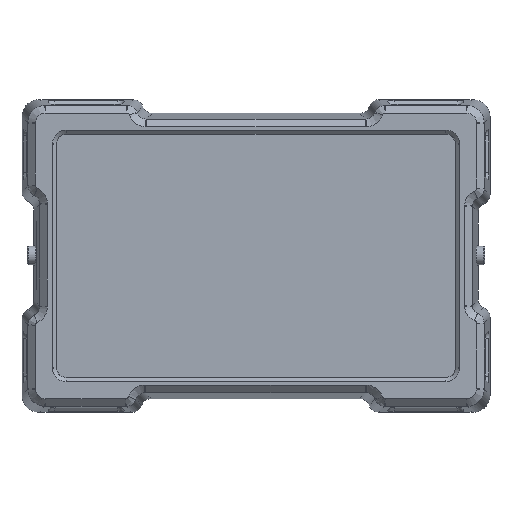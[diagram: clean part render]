
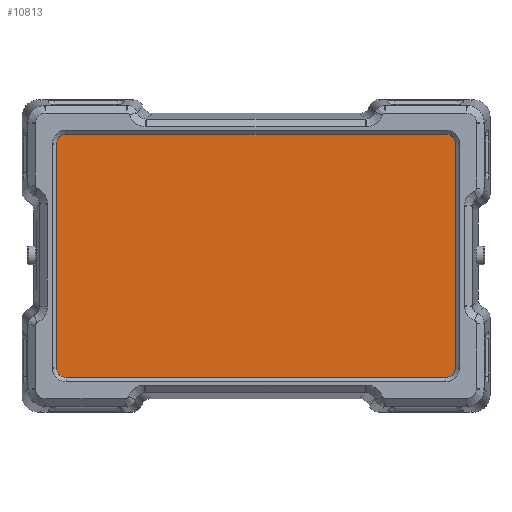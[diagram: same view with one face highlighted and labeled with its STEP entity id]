
A CAD part, top view. The second image highlights one B-rep face of the part: STEP entity #10813.
In plain terms, the highlighted planar face has unit normal (0, 0, 1).
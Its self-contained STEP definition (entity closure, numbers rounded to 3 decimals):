
#909=PLANE('',#11612);
#1394=FACE_OUTER_BOUND('',#2074,.T.);
#2074=EDGE_LOOP('',(#7673,#7674,#7675,#7676));
#2791=LINE('',#15295,#3652);
#2794=LINE('',#15301,#3655);
#2797=LINE('',#15307,#3658);
#2800=LINE('',#15311,#3661);
#3652=VECTOR('',#12718,10.);
#3655=VECTOR('',#12723,10.);
#3658=VECTOR('',#12728,10.);
#3661=VECTOR('',#12733,10.);
#4760=VERTEX_POINT('',#15292);
#4761=VERTEX_POINT('',#15294);
#4763=VERTEX_POINT('',#15300);
#4765=VERTEX_POINT('',#15306);
#5864=EDGE_CURVE('',#4761,#4760,#2791,.T.);
#5867=EDGE_CURVE('',#4763,#4761,#2794,.T.);
#5870=EDGE_CURVE('',#4765,#4763,#2797,.T.);
#5873=EDGE_CURVE('',#4760,#4765,#2800,.T.);
#7673=ORIENTED_EDGE('',*,*,#5873,.T.);
#7674=ORIENTED_EDGE('',*,*,#5870,.T.);
#7675=ORIENTED_EDGE('',*,*,#5867,.T.);
#7676=ORIENTED_EDGE('',*,*,#5864,.T.);
#10813=ADVANCED_FACE('',(#1394),#909,.T.);
#11612=AXIS2_PLACEMENT_3D('',#15312,#12734,#12735);
#12718=DIRECTION('',(-1.,0.,0.));
#12723=DIRECTION('',(0.,1.,0.));
#12728=DIRECTION('',(1.,0.,0.));
#12733=DIRECTION('',(0.,-1.,0.));
#12734=DIRECTION('center_axis',(0.,0.,1.));
#12735=DIRECTION('ref_axis',(1.,0.,0.));
#15292=CARTESIAN_POINT('',(0.,76.,0.2));
#15294=CARTESIAN_POINT('',(121.5,76.,0.2));
#15295=CARTESIAN_POINT('',(121.5,76.,0.2));
#15300=CARTESIAN_POINT('',(121.5,0.,0.2));
#15301=CARTESIAN_POINT('',(121.5,0.,0.2));
#15306=CARTESIAN_POINT('',(0.,0.,0.2));
#15307=CARTESIAN_POINT('',(0.,0.,0.2));
#15311=CARTESIAN_POINT('',(0.,76.,0.2));
#15312=CARTESIAN_POINT('Origin',(60.75,38.,0.2));
